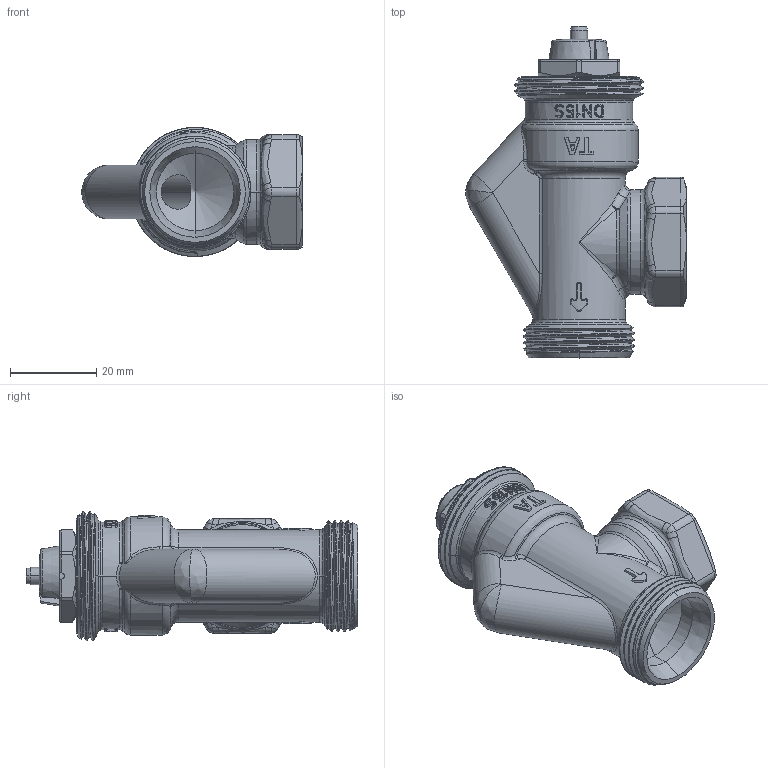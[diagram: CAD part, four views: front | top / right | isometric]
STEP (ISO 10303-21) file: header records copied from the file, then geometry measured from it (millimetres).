
FILE_DESCRIPTION((''),'2;1');
FILE_NAME('50824-015-GEWINDE_SW0001','2016-06-09T',('marann'),(''),'PRO/ENGINEER BY PARAMETRIC TECHNOLOGY CORPORATION, 2011490','PRO/ENGINEER BY PARAMETRIC TECHNOLOGY CORPORATION, 2011490','');
FILE_SCHEMA(('CONFIG_CONTROL_DESIGN'));
Length unit declared in the file: millimetre
Products named in the file (1): 50824-015-GEWINDE_SW0001
Bounding box: 51.2 x 77.1 x 30 mm (x, y, z)
Volume: 23702 mm3; surface area: 18390.7 mm2
Topology: 2 solids, 2 shells, 693 faces, 1790 edges, 1115 vertices
Faces by surface type: bspline 226, cylinder 174, cone 109, plane 91, torus 69, sphere 22, extrusion 2
Entity records: 43394 total; most frequent: CARTESIAN_POINT 28543, ORIENTED_EDGE 3540, DIRECTION 2356, EDGE_CURVE 1770, VERTEX_POINT 1115, AXIS2_PLACEMENT_3D 930, B_SPLINE_CURVE_WITH_KNOTS 813, EDGE_LOOP 733
